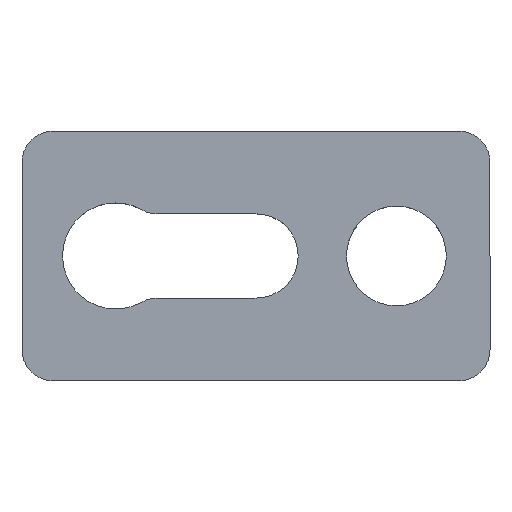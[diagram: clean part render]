
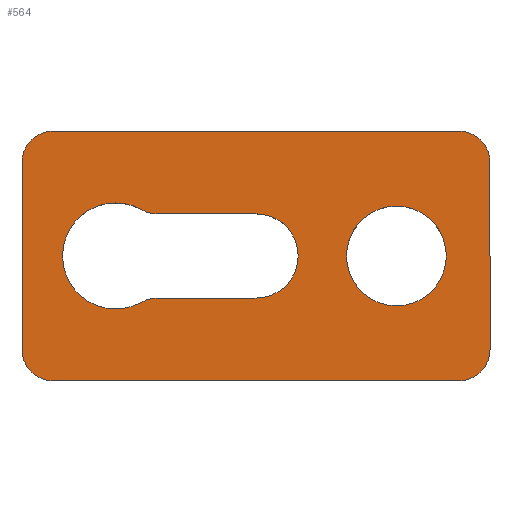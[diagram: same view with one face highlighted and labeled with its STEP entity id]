
A CAD part, top view. The second image highlights one B-rep face of the part: STEP entity #564.
In plain terms, the highlighted planar face has unit normal (0, 0, 1).
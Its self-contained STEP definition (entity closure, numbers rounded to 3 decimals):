
#4 = CARTESIAN_POINT ( 'NONE',  ( 6.1, 0., 1.5 ) ) ;
#5 = DIRECTION ( 'NONE',  ( -1., 0., 0. ) ) ;
#13 = EDGE_CURVE ( 'NONE', #303, #573, #193, .T. ) ;
#16 = CARTESIAN_POINT ( 'NONE',  ( -3.663, -1.48, 1.5 ) ) ;
#18 = ORIENTED_EDGE ( 'NONE', *, *, #630, .T. ) ;
#24 = CARTESIAN_POINT ( 'NONE',  ( 0., 0., 1.5 ) ) ;
#27 = VECTOR ( 'NONE', #168, 1000. ) ;
#28 = CARTESIAN_POINT ( 'NONE',  ( -3.171, -2.35, 1.5 ) ) ;
#38 = CARTESIAN_POINT ( 'NONE',  ( -3.171, 1.35, 1.5 ) ) ;
#41 = CIRCLE ( 'NONE', #238, 1.6 ) ;
#50 = ORIENTED_EDGE ( 'NONE', *, *, #251, .F. ) ;
#58 = CARTESIAN_POINT ( 'NONE',  ( -6.5, -4., 1.5 ) ) ;
#59 = CIRCLE ( 'NONE', #454, 1.35 ) ;
#60 = DIRECTION ( 'NONE',  ( 0., 0., 1. ) ) ;
#66 = EDGE_LOOP ( 'NONE', ( #430, #18, #445, #212, #627, #203, #50 ) ) ;
#68 = CARTESIAN_POINT ( 'NONE',  ( 6.5, 4., 1.5 ) ) ;
#69 = CARTESIAN_POINT ( 'NONE',  ( 7.5, -3., 1.5 ) ) ;
#71 = CARTESIAN_POINT ( 'NONE',  ( -6.2, 0., 1.5 ) ) ;
#73 = EDGE_CURVE ( 'NONE', #278, #131, #542, .T. ) ;
#83 = EDGE_CURVE ( 'NONE', #515, #457, #122, .T. ) ;
#94 = VERTEX_POINT ( 'NONE', #116 ) ;
#100 = DIRECTION ( 'NONE',  ( 0., 0., 1. ) ) ;
#104 = EDGE_CURVE ( 'NONE', #94, #515, #633, .T. ) ;
#106 = AXIS2_PLACEMENT_3D ( 'NONE', #28, #403, #294 ) ;
#107 = CARTESIAN_POINT ( 'NONE',  ( -7.5, 4., 1.5 ) ) ;
#116 = CARTESIAN_POINT ( 'NONE',  ( -7.5, 3., 1.5 ) ) ;
#122 = CIRCLE ( 'NONE', #292, 1. ) ;
#127 = ORIENTED_EDGE ( 'NONE', *, *, #156, .T. ) ;
#131 = VERTEX_POINT ( 'NONE', #4 ) ;
#132 = CARTESIAN_POINT ( 'NONE',  ( -7.5, -3., 1.5 ) ) ;
#135 = ORIENTED_EDGE ( 'NONE', *, *, #602, .F. ) ;
#137 = AXIS2_PLACEMENT_3D ( 'NONE', #233, #239, #291 ) ;
#141 = EDGE_CURVE ( 'NONE', #653, #94, #462, .T. ) ;
#145 = LINE ( 'NONE', #482, #27 ) ;
#147 = EDGE_CURVE ( 'NONE', #562, #265, #211, .T. ) ;
#156 = EDGE_CURVE ( 'NONE', #472, #653, #658, .T. ) ;
#168 = DIRECTION ( 'NONE',  ( 1., 0., 0. ) ) ;
#173 = CARTESIAN_POINT ( 'NONE',  ( 6.5, -4., 1.5 ) ) ;
#176 = CARTESIAN_POINT ( 'NONE',  ( 0., 1.35, 1.5 ) ) ;
#184 = VERTEX_POINT ( 'NONE', #173 ) ;
#185 = CARTESIAN_POINT ( 'NONE',  ( 7.5, 3., 1.5 ) ) ;
#193 = LINE ( 'NONE', #245, #510 ) ;
#196 = EDGE_CURVE ( 'NONE', #353, #407, #145, .T. ) ;
#203 = ORIENTED_EDGE ( 'NONE', *, *, #422, .F. ) ;
#211 = CIRCLE ( 'NONE', #287, 1.7 ) ;
#212 = ORIENTED_EDGE ( 'NONE', *, *, #615, .F. ) ;
#216 = CARTESIAN_POINT ( 'NONE',  ( -7.5, 4., 1.5 ) ) ;
#218 = LINE ( 'NONE', #593, #250 ) ;
#220 = DIRECTION ( 'NONE',  ( 1., 0., 0. ) ) ;
#224 = CARTESIAN_POINT ( 'NONE',  ( 6.5, -3., 1.5 ) ) ;
#233 = CARTESIAN_POINT ( 'NONE',  ( 6.5, 3., 1.5 ) ) ;
#238 = AXIS2_PLACEMENT_3D ( 'NONE', #499, #552, #289 ) ;
#239 = DIRECTION ( 'NONE',  ( 0., 0., 1. ) ) ;
#245 = CARTESIAN_POINT ( 'NONE',  ( 7.5, 4., 1.5 ) ) ;
#249 = CIRCLE ( 'NONE', #137, 1. ) ;
#250 = VECTOR ( 'NONE', #5, 1000. ) ;
#251 = EDGE_CURVE ( 'NONE', #407, #414, #59, .T. ) ;
#265 = VERTEX_POINT ( 'NONE', #16 ) ;
#272 = CIRCLE ( 'NONE', #465, 1.7 ) ;
#277 = DIRECTION ( 'NONE',  ( 1., 0., 0. ) ) ;
#278 = VERTEX_POINT ( 'NONE', #603 ) ;
#287 = AXIS2_PLACEMENT_3D ( 'NONE', #639, #375, #599 ) ;
#289 = DIRECTION ( 'NONE',  ( 1., 0., 0. ) ) ;
#291 = DIRECTION ( 'NONE',  ( 1., 0., 0. ) ) ;
#292 = AXIS2_PLACEMENT_3D ( 'NONE', #416, #100, #470 ) ;
#294 = DIRECTION ( 'NONE',  ( 1., 0., 0. ) ) ;
#296 = VECTOR ( 'NONE', #490, 1000. ) ;
#300 = DIRECTION ( 'NONE',  ( 0., 0., 1. ) ) ;
#303 = VERTEX_POINT ( 'NONE', #69 ) ;
#319 = DIRECTION ( 'NONE',  ( 1., 0., 0. ) ) ;
#320 = CIRCLE ( 'NONE', #502, 1. ) ;
#325 = DIRECTION ( 'NONE',  ( 0., 0., 1. ) ) ;
#337 = DIRECTION ( 'NONE',  ( 0., 0., 1. ) ) ;
#344 = CARTESIAN_POINT ( 'NONE',  ( -3.171, 2.35, 1.5 ) ) ;
#353 = VERTEX_POINT ( 'NONE', #440 ) ;
#355 = AXIS2_PLACEMENT_3D ( 'NONE', #428, #60, #319 ) ;
#359 = EDGE_CURVE ( 'NONE', #457, #184, #521, .T. ) ;
#364 = DIRECTION ( 'NONE',  ( 0., 1., 0. ) ) ;
#367 = CARTESIAN_POINT ( 'NONE',  ( 4.5, 0., 1.5 ) ) ;
#370 = EDGE_CURVE ( 'NONE', #184, #303, #320, .T. ) ;
#371 = VERTEX_POINT ( 'NONE', #377 ) ;
#375 = DIRECTION ( 'NONE',  ( 0., 0., 1. ) ) ;
#377 = CARTESIAN_POINT ( 'NONE',  ( -3.663, 1.48, 1.5 ) ) ;
#379 = CARTESIAN_POINT ( 'NONE',  ( -7.5, -4., 1.5 ) ) ;
#386 = ORIENTED_EDGE ( 'NONE', *, *, #359, .T. ) ;
#388 = CARTESIAN_POINT ( 'NONE',  ( 0., 0., 1.5 ) ) ;
#390 = ORIENTED_EDGE ( 'NONE', *, *, #370, .T. ) ;
#397 = DIRECTION ( 'NONE',  ( 0., 0., 1. ) ) ;
#401 = AXIS2_PLACEMENT_3D ( 'NONE', #344, #337, #504 ) ;
#403 = DIRECTION ( 'NONE',  ( 0., 0., 1. ) ) ;
#407 = VERTEX_POINT ( 'NONE', #539 ) ;
#414 = VERTEX_POINT ( 'NONE', #176 ) ;
#416 = CARTESIAN_POINT ( 'NONE',  ( -6.5, -3., 1.5 ) ) ;
#422 = EDGE_CURVE ( 'NONE', #414, #667, #218, .T. ) ;
#428 = CARTESIAN_POINT ( 'NONE',  ( -6.5, 3., 1.5 ) ) ;
#430 = ORIENTED_EDGE ( 'NONE', *, *, #196, .F. ) ;
#431 = DIRECTION ( 'NONE',  ( -1., 0., 0. ) ) ;
#434 = FACE_OUTER_BOUND ( 'NONE', #694, .T. ) ;
#440 = CARTESIAN_POINT ( 'NONE',  ( -3.171, -1.35, 1.5 ) ) ;
#445 = ORIENTED_EDGE ( 'NONE', *, *, #147, .F. ) ;
#454 = AXIS2_PLACEMENT_3D ( 'NONE', #388, #325, #277 ) ;
#457 = VERTEX_POINT ( 'NONE', #58 ) ;
#459 = CARTESIAN_POINT ( 'NONE',  ( -6.5, 4., 1.5 ) ) ;
#462 = CIRCLE ( 'NONE', #355, 1. ) ;
#465 = AXIS2_PLACEMENT_3D ( 'NONE', #512, #300, #508 ) ;
#470 = DIRECTION ( 'NONE',  ( 1., 0., 0. ) ) ;
#472 = VERTEX_POINT ( 'NONE', #68 ) ;
#481 = ORIENTED_EDGE ( 'NONE', *, *, #83, .T. ) ;
#482 = CARTESIAN_POINT ( 'NONE',  ( 0., -1.35, 1.5 ) ) ;
#485 = FACE_BOUND ( 'NONE', #66, .T. ) ;
#489 = AXIS2_PLACEMENT_3D ( 'NONE', #24, #397, #561 ) ;
#490 = DIRECTION ( 'NONE',  ( 0., -1., 0. ) ) ;
#499 = CARTESIAN_POINT ( 'NONE',  ( 4.5, 0., 1.5 ) ) ;
#502 = AXIS2_PLACEMENT_3D ( 'NONE', #224, #642, #601 ) ;
#504 = DIRECTION ( 'NONE',  ( 1., 0., 0. ) ) ;
#505 = EDGE_CURVE ( 'NONE', #371, #667, #534, .T. ) ;
#508 = DIRECTION ( 'NONE',  ( 1., 0., 0. ) ) ;
#510 = VECTOR ( 'NONE', #364, 1000. ) ;
#512 = CARTESIAN_POINT ( 'NONE',  ( -4.5, 0., 1.5 ) ) ;
#515 = VERTEX_POINT ( 'NONE', #132 ) ;
#521 = LINE ( 'NONE', #379, #558 ) ;
#523 = VECTOR ( 'NONE', #431, 1000. ) ;
#526 = DIRECTION ( 'NONE',  ( 1., 0., 0. ) ) ;
#530 = DIRECTION ( 'NONE',  ( 0., 0., 1. ) ) ;
#531 = EDGE_CURVE ( 'NONE', #573, #472, #249, .T. ) ;
#534 = CIRCLE ( 'NONE', #401, 1. ) ;
#539 = CARTESIAN_POINT ( 'NONE',  ( 0., -1.35, 1.5 ) ) ;
#542 = CIRCLE ( 'NONE', #623, 1.6 ) ;
#552 = DIRECTION ( 'NONE',  ( 0., 0., 1. ) ) ;
#558 = VECTOR ( 'NONE', #220, 1000. ) ;
#561 = DIRECTION ( 'NONE',  ( 1., 0., 0. ) ) ;
#562 = VERTEX_POINT ( 'NONE', #71 ) ;
#564 = ADVANCED_FACE ( 'NONE', ( #434, #626, #485 ), #612, .T. ) ;
#567 = EDGE_LOOP ( 'NONE', ( #684, #135 ) ) ;
#573 = VERTEX_POINT ( 'NONE', #185 ) ;
#574 = ORIENTED_EDGE ( 'NONE', *, *, #13, .T. ) ;
#593 = CARTESIAN_POINT ( 'NONE',  ( 0., 1.35, 1.5 ) ) ;
#599 = DIRECTION ( 'NONE',  ( 1., 0., 0. ) ) ;
#601 = DIRECTION ( 'NONE',  ( 1., 0., 0. ) ) ;
#602 = EDGE_CURVE ( 'NONE', #131, #278, #41, .T. ) ;
#603 = CARTESIAN_POINT ( 'NONE',  ( 2.9, 0., 1.5 ) ) ;
#612 = PLANE ( 'NONE',  #489 ) ;
#615 = EDGE_CURVE ( 'NONE', #371, #562, #272, .T. ) ;
#622 = ORIENTED_EDGE ( 'NONE', *, *, #104, .T. ) ;
#623 = AXIS2_PLACEMENT_3D ( 'NONE', #367, #530, #526 ) ;
#626 = FACE_BOUND ( 'NONE', #567, .T. ) ;
#627 = ORIENTED_EDGE ( 'NONE', *, *, #505, .T. ) ;
#630 = EDGE_CURVE ( 'NONE', #353, #265, #655, .T. ) ;
#633 = LINE ( 'NONE', #216, #296 ) ;
#639 = CARTESIAN_POINT ( 'NONE',  ( -4.5, 0., 1.5 ) ) ;
#642 = DIRECTION ( 'NONE',  ( 0., 0., 1. ) ) ;
#648 = ORIENTED_EDGE ( 'NONE', *, *, #141, .T. ) ;
#651 = ORIENTED_EDGE ( 'NONE', *, *, #531, .T. ) ;
#653 = VERTEX_POINT ( 'NONE', #459 ) ;
#655 = CIRCLE ( 'NONE', #106, 1. ) ;
#658 = LINE ( 'NONE', #107, #523 ) ;
#667 = VERTEX_POINT ( 'NONE', #38 ) ;
#684 = ORIENTED_EDGE ( 'NONE', *, *, #73, .F. ) ;
#694 = EDGE_LOOP ( 'NONE', ( #127, #648, #622, #481, #386, #390, #574, #651 ) ) ;
